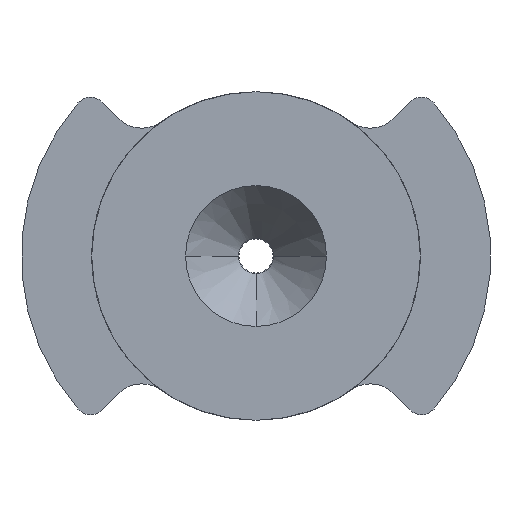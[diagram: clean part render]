
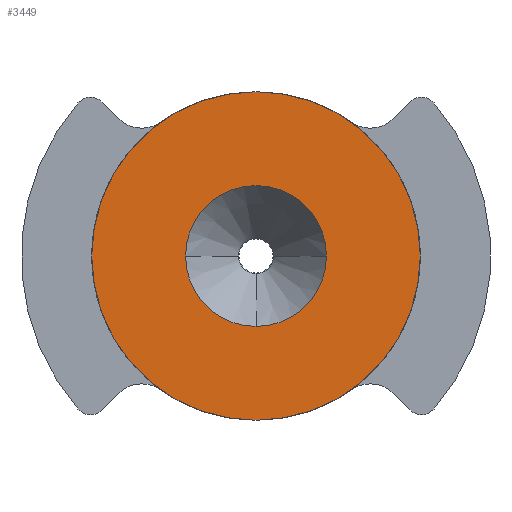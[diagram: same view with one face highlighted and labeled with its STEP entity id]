
A CAD part, front view. The second image highlights one B-rep face of the part: STEP entity #3449.
In plain terms, the highlighted planar face has unit normal (0, -1, 0).
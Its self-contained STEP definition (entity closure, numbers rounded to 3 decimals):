
#133 = CIRCLE ( 'NONE', #1145, 1.5 ) ;
#275 = CIRCLE ( 'NONE', #1496, 3.5 ) ;
#288 = CARTESIAN_POINT ( 'NONE',  ( 1.5, 0., 0. ) ) ;
#413 = EDGE_LOOP ( 'NONE', ( #3359, #1338, #2402 ) ) ;
#604 = DIRECTION ( 'NONE',  ( 0., 0., -1. ) ) ;
#655 = FACE_BOUND ( 'NONE', #413, .T. ) ;
#691 = DIRECTION ( 'NONE',  ( 0., 0., -1. ) ) ;
#1023 = DIRECTION ( 'NONE',  ( 0., -1., 0. ) ) ;
#1106 = CIRCLE ( 'NONE', #3614, 3.5 ) ;
#1145 = AXIS2_PLACEMENT_3D ( 'NONE', #4048, #1023, #691 ) ;
#1187 = CARTESIAN_POINT ( 'NONE',  ( 0., 0., 3.5 ) ) ;
#1338 = ORIENTED_EDGE ( 'NONE', *, *, #2152, .F. ) ;
#1496 = AXIS2_PLACEMENT_3D ( 'NONE', #4269, #2134, #1504 ) ;
#1504 = DIRECTION ( 'NONE',  ( 0., 0., 1. ) ) ;
#1510 = CARTESIAN_POINT ( 'NONE',  ( -1.5, 0., 0. ) ) ;
#1622 = DIRECTION ( 'NONE',  ( 0., -1., 0. ) ) ;
#1719 = EDGE_CURVE ( 'NONE', #1721, #1759, #275, .T. ) ;
#1721 = VERTEX_POINT ( 'NONE', #1187 ) ;
#1725 = CARTESIAN_POINT ( 'NONE',  ( 0., 0., 0. ) ) ;
#1759 = VERTEX_POINT ( 'NONE', #2967 ) ;
#1904 = DIRECTION ( 'NONE',  ( 0., -1., 0. ) ) ;
#1951 = AXIS2_PLACEMENT_3D ( 'NONE', #4351, #1904, #1996 ) ;
#1979 = FACE_OUTER_BOUND ( 'NONE', #3543, .T. ) ;
#1996 = DIRECTION ( 'NONE',  ( 0., 0., -1. ) ) ;
#2134 = DIRECTION ( 'NONE',  ( 0., -1., 0. ) ) ;
#2152 = EDGE_CURVE ( 'NONE', #3458, #3765, #133, .T. ) ;
#2335 = DIRECTION ( 'NONE',  ( 0., 0., 1. ) ) ;
#2370 = AXIS2_PLACEMENT_3D ( 'NONE', #3356, #3068, #2335 ) ;
#2402 = ORIENTED_EDGE ( 'NONE', *, *, #3485, .F. ) ;
#2665 = AXIS2_PLACEMENT_3D ( 'NONE', #1725, #4123, #604 ) ;
#2877 = EDGE_CURVE ( 'NONE', #3765, #4283, #3255, .T. ) ;
#2908 = EDGE_CURVE ( 'NONE', #1759, #1721, #1106, .T. ) ;
#2967 = CARTESIAN_POINT ( 'NONE',  ( 0., 0., -3.5 ) ) ;
#3068 = DIRECTION ( 'NONE',  ( 0., 1., 0. ) ) ;
#3255 = CIRCLE ( 'NONE', #1951, 1.5 ) ;
#3356 = CARTESIAN_POINT ( 'NONE',  ( 0., 0., 0. ) ) ;
#3359 = ORIENTED_EDGE ( 'NONE', *, *, #2877, .F. ) ;
#3372 = CARTESIAN_POINT ( 'NONE',  ( 0., 0., -1.5 ) ) ;
#3373 = CARTESIAN_POINT ( 'NONE',  ( 0., 0., 0. ) ) ;
#3449 = ADVANCED_FACE ( 'NONE', ( #655, #1979 ), #4053, .F. ) ;
#3458 = VERTEX_POINT ( 'NONE', #288 ) ;
#3485 = EDGE_CURVE ( 'NONE', #4283, #3458, #3823, .T. ) ;
#3543 = EDGE_LOOP ( 'NONE', ( #4036, #4151 ) ) ;
#3614 = AXIS2_PLACEMENT_3D ( 'NONE', #3373, #1622, #4428 ) ;
#3765 = VERTEX_POINT ( 'NONE', #1510 ) ;
#3823 = CIRCLE ( 'NONE', #2665, 1.5 ) ;
#4036 = ORIENTED_EDGE ( 'NONE', *, *, #1719, .T. ) ;
#4048 = CARTESIAN_POINT ( 'NONE',  ( 0., 0., 0. ) ) ;
#4053 = PLANE ( 'NONE',  #2370 ) ;
#4123 = DIRECTION ( 'NONE',  ( 0., -1., 0. ) ) ;
#4151 = ORIENTED_EDGE ( 'NONE', *, *, #2908, .T. ) ;
#4269 = CARTESIAN_POINT ( 'NONE',  ( 0., 0., 0. ) ) ;
#4283 = VERTEX_POINT ( 'NONE', #3372 ) ;
#4351 = CARTESIAN_POINT ( 'NONE',  ( 0., 0., 0. ) ) ;
#4428 = DIRECTION ( 'NONE',  ( 0., 0., 1. ) ) ;
